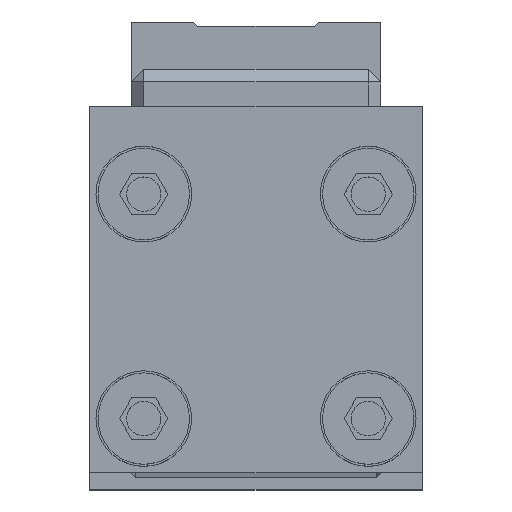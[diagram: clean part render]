
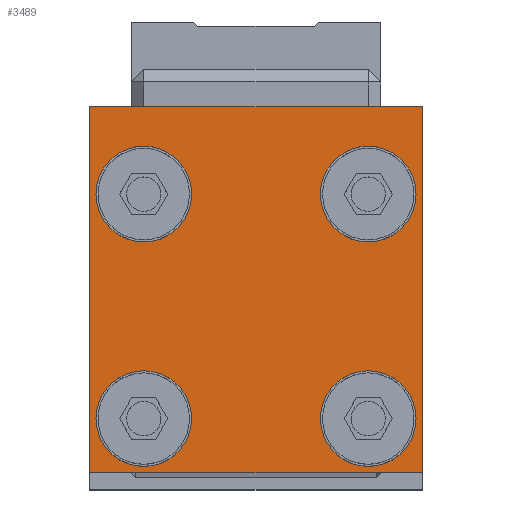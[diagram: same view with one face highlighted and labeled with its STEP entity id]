
A CAD part, top view. The second image highlights one B-rep face of the part: STEP entity #3489.
In plain terms, the highlighted planar face has unit normal (0, 0, 1).
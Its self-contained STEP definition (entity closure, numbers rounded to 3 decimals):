
#71=CIRCLE('',#3753,5.75);
#75=CIRCLE('',#3760,5.75);
#79=CIRCLE('',#3767,5.75);
#83=CIRCLE('',#3774,5.75);
#688=ORIENTED_EDGE('',*,*,#1360,.F.);
#689=ORIENTED_EDGE('',*,*,#1361,.F.);
#690=ORIENTED_EDGE('',*,*,#1362,.F.);
#691=ORIENTED_EDGE('',*,*,#1363,.F.);
#692=ORIENTED_EDGE('',*,*,#1311,.T.);
#693=ORIENTED_EDGE('',*,*,#1315,.T.);
#694=ORIENTED_EDGE('',*,*,#1319,.T.);
#695=ORIENTED_EDGE('',*,*,#1323,.T.);
#1311=EDGE_CURVE('',#1697,#1697,#71,.T.);
#1315=EDGE_CURVE('',#1701,#1701,#75,.T.);
#1319=EDGE_CURVE('',#1705,#1705,#79,.T.);
#1323=EDGE_CURVE('',#1709,#1709,#83,.T.);
#1360=EDGE_CURVE('',#1734,#1735,#2076,.T.);
#1361=EDGE_CURVE('',#1736,#1734,#2077,.T.);
#1362=EDGE_CURVE('',#1737,#1736,#2078,.T.);
#1363=EDGE_CURVE('',#1735,#1737,#2079,.T.);
#1697=VERTEX_POINT('',#5454);
#1701=VERTEX_POINT('',#5465);
#1705=VERTEX_POINT('',#5476);
#1709=VERTEX_POINT('',#5487);
#1734=VERTEX_POINT('',#5565);
#1735=VERTEX_POINT('',#5566);
#1736=VERTEX_POINT('',#5568);
#1737=VERTEX_POINT('',#5570);
#2076=LINE('',#5564,#2450);
#2077=LINE('',#5567,#2451);
#2078=LINE('',#5569,#2452);
#2079=LINE('',#5571,#2453);
#2450=VECTOR('',#4541,1000.);
#2451=VECTOR('',#4542,1000.);
#2452=VECTOR('',#4543,1000.);
#2453=VECTOR('',#4544,1000.);
#2751=EDGE_LOOP('',(#688,#689,#690,#691));
#2752=EDGE_LOOP('',(#692));
#2753=EDGE_LOOP('',(#693));
#2754=EDGE_LOOP('',(#694));
#2755=EDGE_LOOP('',(#695));
#3057=FACE_BOUND('',#2751,.T.);
#3058=FACE_BOUND('',#2752,.T.);
#3059=FACE_BOUND('',#2753,.T.);
#3060=FACE_BOUND('',#2754,.T.);
#3061=FACE_BOUND('',#2755,.T.);
#3280=PLANE('',#3790);
#3489=ADVANCED_FACE('',(#3057,#3058,#3059,#3060,#3061),#3280,.T.);
#3753=AXIS2_PLACEMENT_3D('',#5453,#4429,#4430);
#3760=AXIS2_PLACEMENT_3D('',#5464,#4443,#4444);
#3767=AXIS2_PLACEMENT_3D('',#5475,#4457,#4458);
#3774=AXIS2_PLACEMENT_3D('',#5486,#4471,#4472);
#3790=AXIS2_PLACEMENT_3D('',#5563,#4539,#4540);
#4429=DIRECTION('',(0.,0.,-1.));
#4430=DIRECTION('',(-1.,0.,0.));
#4443=DIRECTION('',(0.,0.,-1.));
#4444=DIRECTION('',(-1.,0.,0.));
#4457=DIRECTION('',(0.,0.,-1.));
#4458=DIRECTION('',(-1.,0.,0.));
#4471=DIRECTION('',(0.,0.,-1.));
#4472=DIRECTION('',(-1.,0.,0.));
#4539=DIRECTION('',(0.,0.,1.));
#4540=DIRECTION('',(1.,0.,0.));
#4541=DIRECTION('',(0.,-1.,0.));
#4542=DIRECTION('',(1.,0.,0.));
#4543=DIRECTION('',(0.,1.,0.));
#4544=DIRECTION('',(-1.,0.,0.));
#5453=CARTESIAN_POINT('',(13.5,10.2,1177.));
#5454=CARTESIAN_POINT('',(7.75,10.2,1177.));
#5464=CARTESIAN_POINT('',(-13.5,10.2,1177.));
#5465=CARTESIAN_POINT('',(-19.25,10.2,1177.));
#5475=CARTESIAN_POINT('',(13.5,-16.8,1177.));
#5476=CARTESIAN_POINT('',(7.75,-16.8,1177.));
#5486=CARTESIAN_POINT('',(-13.5,-16.8,1177.));
#5487=CARTESIAN_POINT('',(-19.25,-16.8,1177.));
#5563=CARTESIAN_POINT('',(0.,-1.3,1177.));
#5564=CARTESIAN_POINT('',(20.,20.7,1177.));
#5565=CARTESIAN_POINT('',(20.,20.7,1177.));
#5566=CARTESIAN_POINT('',(20.,-23.3,1177.));
#5567=CARTESIAN_POINT('',(-20.,20.7,1177.));
#5568=CARTESIAN_POINT('',(-20.,20.7,1177.));
#5569=CARTESIAN_POINT('',(-20.,-23.3,1177.));
#5570=CARTESIAN_POINT('',(-20.,-23.3,1177.));
#5571=CARTESIAN_POINT('',(20.,-23.3,1177.));
